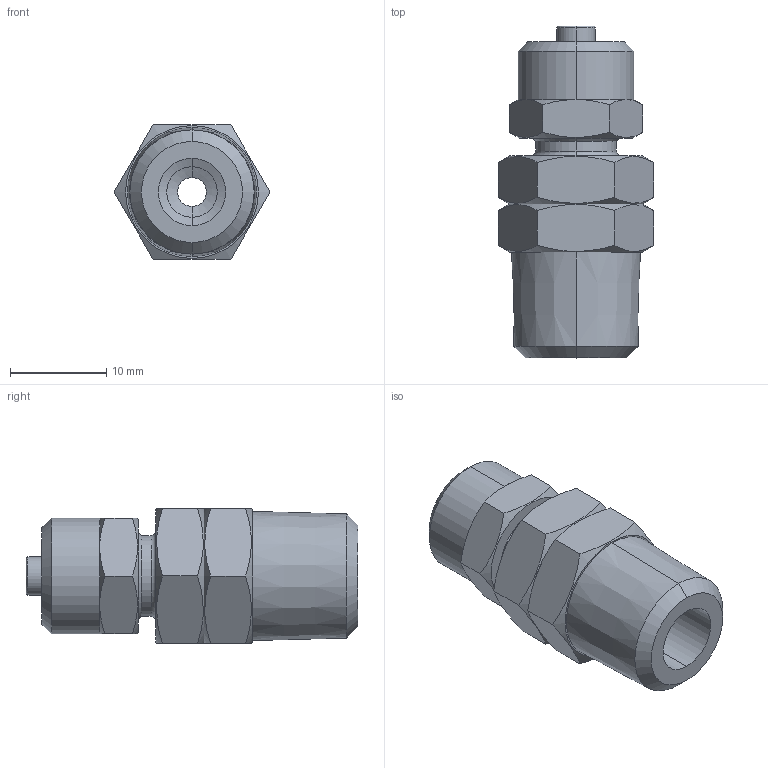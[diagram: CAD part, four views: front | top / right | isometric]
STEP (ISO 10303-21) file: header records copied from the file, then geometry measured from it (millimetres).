
FILE_DESCRIPTION (( 'STEP AP203' ), '1' );
FILE_NAME ('02190032.STEP', '2011-09-30T14:26:04', ( '' ), ( 'sopra-pneumatic' ), 'SwSTEP 2.0', 'SolidWorks 2011', '' );
FILE_SCHEMA (( 'CONFIG_CONTROL_DESIGN' ));
Length unit declared in the file: millimetre
Products named in the file (1): 02190032
Bounding box: 16.17 x 34.5 x 14 mm (x, y, z)
Volume: 3654.7 mm3; surface area: 2370.4 mm2
Topology: 1 solids, 1 shells, 75 faces, 172 edges, 104 vertices
Faces by surface type: cone 32, plane 25, cylinder 14, torus 4
Entity records: 2441 total; most frequent: CARTESIAN_POINT 724, ORIENTED_EDGE 344, DIRECTION 334, EDGE_CURVE 172, AXIS2_PLACEMENT_3D 138, VERTEX_POINT 104, EDGE_LOOP 82, ADVANCED_FACE 75
